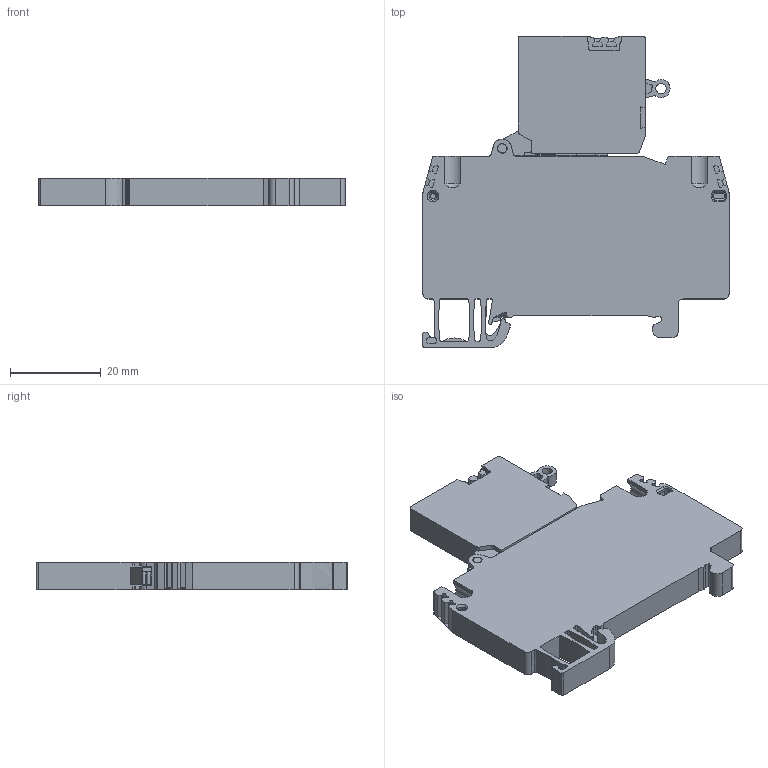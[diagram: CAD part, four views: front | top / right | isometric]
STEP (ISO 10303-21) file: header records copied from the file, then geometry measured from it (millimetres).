
FILE_DESCRIPTION(('FreeCAD Model'),'2;1');
FILE_NAME('3291_FSIK_4_2A_LED_12-30V_AC_DC.stp','2018-09-09T12:40:12',('Author'),(''), 'Open CASCADE STEP processor 7.2','FreeCAD','Unknown');
FILE_SCHEMA(('AUTOMOTIVE_DESIGN { 1 0 10303 214 1 1 1 1 }'));
Length unit declared in the file: millimetre
Products named in the file (1): 3291_FSIK_4_2A_LED_12-30V_AC_DC
Bounding box: 67.5 x 68.8 x 6.1 mm (x, y, z)
Volume: 18195.6 mm3; surface area: 9492.8 mm2
Topology: 2 solids, 2 shells, 479 faces, 1366 edges, 897 vertices
Faces by surface type: plane 252, cylinder 181, bspline 28, cone 10, torus 8
Entity records: 43629 total; most frequent: CARTESIAN_POINT 13919, DIRECTION 4719, LINE 2941, VECTOR 2941, ORIENTED_EDGE 2732, PCURVE 2732, DEFINITIONAL_REPRESENTATION 2732, EDGE_CURVE 1366
